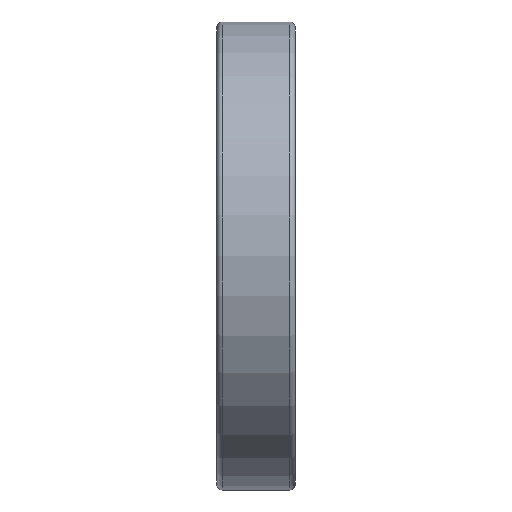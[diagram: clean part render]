
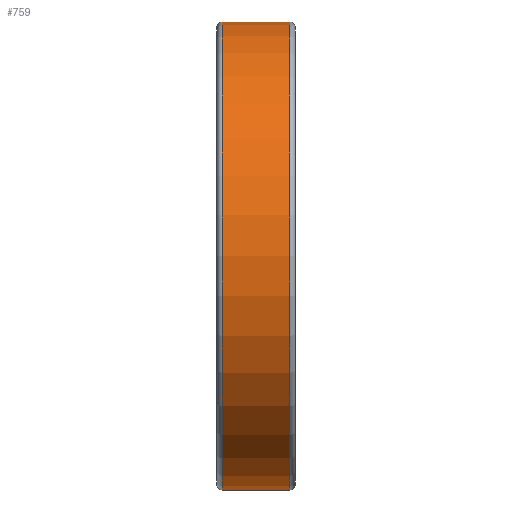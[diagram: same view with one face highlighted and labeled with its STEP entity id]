
A CAD part, top view. The second image highlights one B-rep face of the part: STEP entity #759.
In plain terms, the highlighted cylindrical face has radius 125 mm (diameter 250 mm), a partial arc.
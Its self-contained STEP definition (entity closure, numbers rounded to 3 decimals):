
#759=ADVANCED_FACE('',(#1758),#1759,.T.);
#1758=FACE_OUTER_BOUND('',#2979,.T.);
#1759=CYLINDRICAL_SURFACE('',#2980,125.0);
#2979=EDGE_LOOP('',(#5402,#5403,#5404,#5405));
#2980=AXIS2_PLACEMENT_3D('',#5406,#5407,#5408);
#5402=ORIENTED_EDGE('',*,*,#7757,.T.);
#5403=ORIENTED_EDGE('',*,*,#8050,.F.);
#5404=ORIENTED_EDGE('',*,*,#7758,.T.);
#5405=ORIENTED_EDGE('',*,*,#8051,.T.);
#5406=CARTESIAN_POINT('',(0.,0.0,0.0));
#5407=DIRECTION('',(1.0,0.0,0.0));
#5408=DIRECTION('',(0.0,1.0,0.));
#7757=EDGE_CURVE('',#9484,#9501,#9519,.T.);
#7758=EDGE_CURVE('',#9504,#9488,#9520,.T.);
#8050=EDGE_CURVE('',#9504,#9501,#10006,.T.);
#8051=EDGE_CURVE('',#9488,#9484,#10007,.T.);
#9484=VERTEX_POINT('',#14979);
#9488=VERTEX_POINT('',#14983);
#9501=VERTEX_POINT('',#14998);
#9504=VERTEX_POINT('',#15001);
#9519=LINE('',#15018,#15019);
#9520=LINE('',#15020,#15021);
#10006=CIRCLE('',#15715,125.0);
#10007=CIRCLE('',#15716,125.0);
#14979=CARTESIAN_POINT('',(18.0,125.0,0.));
#14983=CARTESIAN_POINT('',(18.0,-125.0,0.));
#14998=CARTESIAN_POINT('',(-18.0,125.0,0.));
#15001=CARTESIAN_POINT('',(-18.0,-125.0,0.));
#15018=CARTESIAN_POINT('',(0.,125.0,0.));
#15019=VECTOR('',#17572,1.0);
#15020=CARTESIAN_POINT('',(0.,-125.0,0.));
#15021=VECTOR('',#17573,1.0);
#15715=AXIS2_PLACEMENT_3D('',#17860,#17861,#17862);
#15716=AXIS2_PLACEMENT_3D('',#17863,#17864,#17865);
#17572=DIRECTION('',(-1.0,0.0,0.0));
#17573=DIRECTION('',(1.0,0.0,0.0));
#17860=CARTESIAN_POINT('',(-18.0,0.0,0.0));
#17861=DIRECTION('',(-1.0,0.0,0.0));
#17862=DIRECTION('',(0.0,1.0,0.));
#17863=CARTESIAN_POINT('',(18.0,0.0,0.0));
#17864=DIRECTION('',(-1.0,0.0,0.0));
#17865=DIRECTION('',(0.0,1.0,0.));
